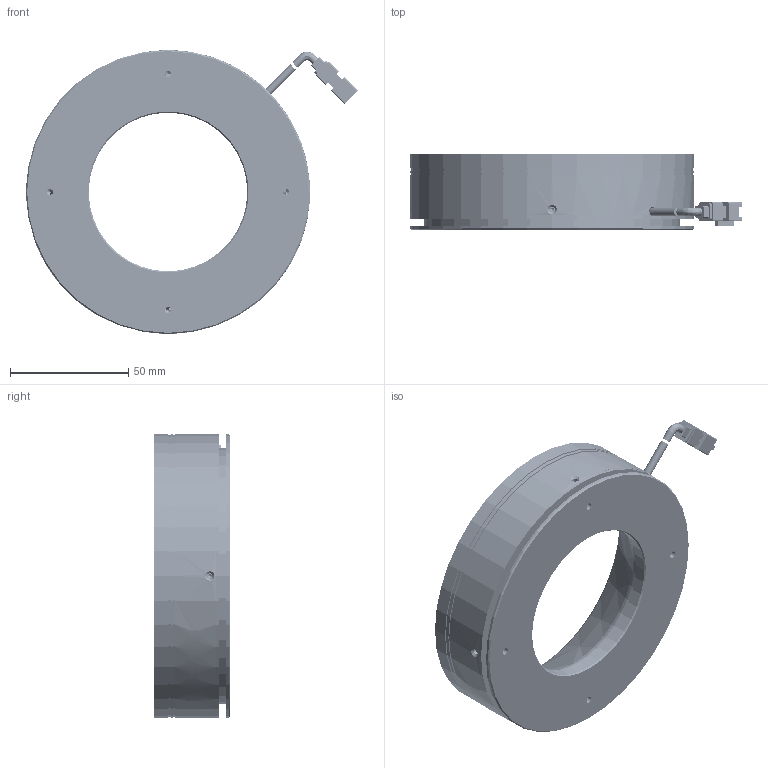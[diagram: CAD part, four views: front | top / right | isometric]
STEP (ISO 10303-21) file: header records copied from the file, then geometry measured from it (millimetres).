
FILE_DESCRIPTION (( 'STEP AP214' ), '1' );
FILE_NAME ('660020-R.STEP', '2019-03-28T06:19:57', ( 'user' ), ( '微软中国' ), 'SwSTEP 2.0', 'SolidWorks 2016', '' );
FILE_SCHEMA (( 'AUTOMOTIVE_DESIGN' ));
Length unit declared in the file: millimetre
Products named in the file (1): 660020-R
Bounding box: 140.26 x 32 x 120 mm (x, y, z)
Volume: 107797.3 mm3; surface area: 124846.8 mm2
Topology: 356 solids, 356 shells, 6266 faces, 14879 edges, 9695 vertices
Faces by surface type: plane 4293, cylinder 1552, bspline 363, cone 58
Entity records: 254531 total; most frequent: CARTESIAN_POINT 38041, DIRECTION 29658, ORIENTED_EDGE 28342, EDGE_CURVE 14171, LINE 10178, VECTOR 10178, AXIS2_PLACEMENT_3D 9740, VERTEX_POINT 9695
